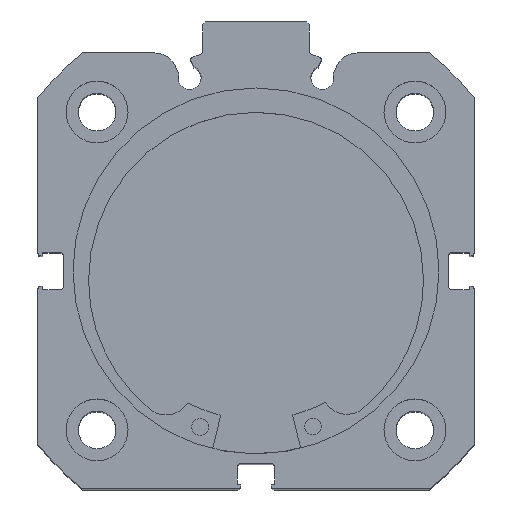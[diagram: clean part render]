
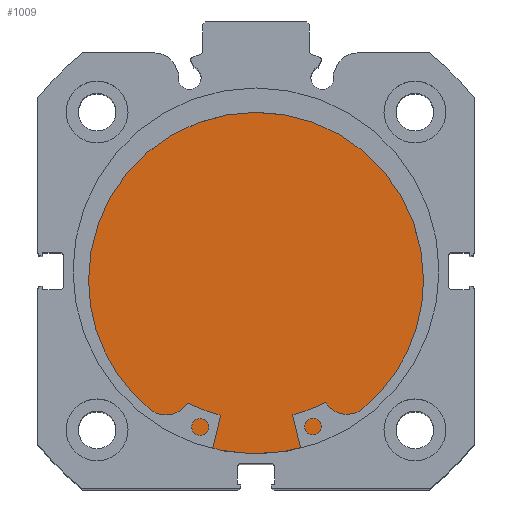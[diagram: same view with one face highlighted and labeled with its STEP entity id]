
A CAD part, top view. The second image highlights one B-rep face of the part: STEP entity #1009.
In plain terms, the highlighted face is planar.
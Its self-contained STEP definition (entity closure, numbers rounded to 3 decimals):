
#213 = ORIENTED_EDGE ( 'NONE', *, *, #5412, .F. ) ;
#214 = ORIENTED_EDGE ( 'NONE', *, *, #6438, .F. ) ;
#689 = EDGE_LOOP ( 'NONE', ( #214, #213 ) ) ;
#1009 = ADVANCED_FACE ( 'NONE', ( #4538 ), #3365, .F. ) ;
#1369 = CARTESIAN_POINT ( 'NONE',  ( 9.5, 0., 0. ) ) ;
#1376 = DIRECTION ( 'NONE',  ( -1., 0., 0. ) ) ;
#1377 = DIRECTION ( 'NONE',  ( 0., 0., 1. ) ) ;
#2038 = CARTESIAN_POINT ( 'NONE',  ( 9.5, 0., 0. ) ) ;
#2041 = DIRECTION ( 'NONE',  ( -1., 0., 0. ) ) ;
#2042 = DIRECTION ( 'NONE',  ( 0., 0., 1. ) ) ;
#3364 = CARTESIAN_POINT ( 'NONE',  ( 9.5, 32.5, 0. ) ) ;
#3365 = PLANE ( 'NONE',  #5645 ) ;
#3367 = DIRECTION ( 'NONE',  ( -1., 0., 0. ) ) ;
#3368 = DIRECTION ( 'NONE',  ( 0., 0., 1. ) ) ;
#3735 = CARTESIAN_POINT ( 'NONE',  ( 9.5, 0., -32.5 ) ) ;
#3736 = CARTESIAN_POINT ( 'NONE',  ( 9.5, 0., 32.5 ) ) ;
#4181 = VERTEX_POINT ( 'NONE', #3735 ) ;
#4182 = VERTEX_POINT ( 'NONE', #3736 ) ;
#4538 = FACE_OUTER_BOUND ( 'NONE', #689, .T. ) ;
#4912 = CIRCLE ( 'NONE', #5790, 32.5 ) ;
#5192 = CIRCLE ( 'NONE', #5884, 32.5 ) ;
#5412 = EDGE_CURVE ( 'NONE', #4181, #4182, #4912, .T. ) ;
#5645 = AXIS2_PLACEMENT_3D ( 'NONE', #3364, #3367, #3368 ) ;
#5790 = AXIS2_PLACEMENT_3D ( 'NONE', #1369, #1376, #1377 ) ;
#5884 = AXIS2_PLACEMENT_3D ( 'NONE', #2038, #2041, #2042 ) ;
#6438 = EDGE_CURVE ( 'NONE', #4182, #4181, #5192, .T. ) ;
